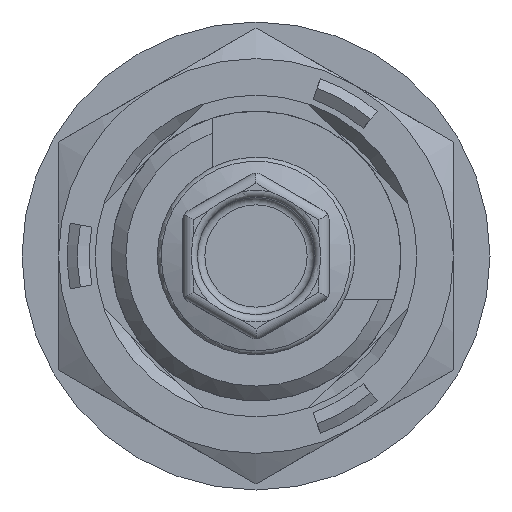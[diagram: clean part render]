
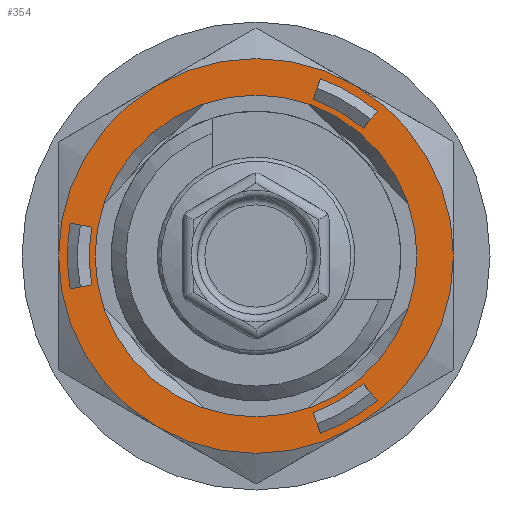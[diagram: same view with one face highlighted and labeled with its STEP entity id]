
A CAD part, front view. The second image highlights one B-rep face of the part: STEP entity #354.
In plain terms, the highlighted face is planar.
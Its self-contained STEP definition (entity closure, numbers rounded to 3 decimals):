
#354 = ADVANCED_FACE( '', ( #775, #776, #777, #778, #779 ), #780, .T. );
#775 = FACE_BOUND( '', #1333, .T. );
#776 = FACE_BOUND( '', #1334, .T. );
#777 = FACE_BOUND( '', #1335, .T. );
#778 = FACE_BOUND( '', #1336, .T. );
#779 = FACE_OUTER_BOUND( '', #1337, .T. );
#780 = PLANE( '', #1338 );
#1333 = EDGE_LOOP( '', ( #2036 ) );
#1334 = EDGE_LOOP( '', ( #2037, #2038, #2039, #2040 ) );
#1335 = EDGE_LOOP( '', ( #2041, #2042, #2043, #2044 ) );
#1336 = EDGE_LOOP( '', ( #2045, #2046, #2047, #2048 ) );
#1337 = EDGE_LOOP( '', ( #2049, #2050, #2051, #2052, #2053, #2054 ) );
#1338 = AXIS2_PLACEMENT_3D( '', #2055, #2056, #2057 );
#2036 = ORIENTED_EDGE( '', *, *, #3144, .T. );
#2037 = ORIENTED_EDGE( '', *, *, #3260, .F. );
#2038 = ORIENTED_EDGE( '', *, *, #3261, .F. );
#2039 = ORIENTED_EDGE( '', *, *, #3262, .F. );
#2040 = ORIENTED_EDGE( '', *, *, #3238, .T. );
#2041 = ORIENTED_EDGE( '', *, *, #3263, .F. );
#2042 = ORIENTED_EDGE( '', *, *, #3264, .F. );
#2043 = ORIENTED_EDGE( '', *, *, #3265, .F. );
#2044 = ORIENTED_EDGE( '', *, *, #3266, .F. );
#2045 = ORIENTED_EDGE( '', *, *, #3267, .F. );
#2046 = ORIENTED_EDGE( '', *, *, #3268, .F. );
#2047 = ORIENTED_EDGE( '', *, *, #3269, .F. );
#2048 = ORIENTED_EDGE( '', *, *, #3256, .F. );
#2049 = ORIENTED_EDGE( '', *, *, #3270, .F. );
#2050 = ORIENTED_EDGE( '', *, *, #3271, .F. );
#2051 = ORIENTED_EDGE( '', *, *, #3168, .F. );
#2052 = ORIENTED_EDGE( '', *, *, #3179, .F. );
#2053 = ORIENTED_EDGE( '', *, *, #3272, .F. );
#2054 = ORIENTED_EDGE( '', *, *, #3273, .F. );
#2055 = CARTESIAN_POINT( '', ( 13.5, 4.8, 0. ) );
#2056 = DIRECTION( '', ( 0., 1., 0. ) );
#2057 = DIRECTION( '', ( 0., 0., 1. ) );
#3144 = EDGE_CURVE( '', #3681, #3681, #3682, .T. );
#3168 = EDGE_CURVE( '', #3721, #3724, #3725, .T. );
#3179 = EDGE_CURVE( '', #3740, #3721, #3743, .T. );
#3238 = EDGE_CURVE( '', #3836, #3840, #3842, .T. );
#3256 = EDGE_CURVE( '', #3870, #3873, #3874, .T. );
#3260 = EDGE_CURVE( '', #3879, #3840, #3880, .T. );
#3261 = EDGE_CURVE( '', #3881, #3879, #3882, .T. );
#3262 = EDGE_CURVE( '', #3836, #3881, #3883, .T. );
#3263 = EDGE_CURVE( '', #3884, #3885, #3886, .F. );
#3264 = EDGE_CURVE( '', #3887, #3884, #3888, .T. );
#3265 = EDGE_CURVE( '', #3889, #3887, #3890, .T. );
#3266 = EDGE_CURVE( '', #3885, #3889, #3891, .T. );
#3267 = EDGE_CURVE( '', #3892, #3870, #3893, .T. );
#3268 = EDGE_CURVE( '', #3894, #3892, #3895, .F. );
#3269 = EDGE_CURVE( '', #3873, #3894, #3896, .T. );
#3270 = EDGE_CURVE( '', #3897, #3898, #3899, .T. );
#3271 = EDGE_CURVE( '', #3724, #3897, #3900, .T. );
#3272 = EDGE_CURVE( '', #3703, #3740, #3901, .T. );
#3273 = EDGE_CURVE( '', #3898, #3703, #3902, .T. );
#3681 = VERTEX_POINT( '', #4447 );
#3682 = CIRCLE( '', #4448, 11. );
#3703 = VERTEX_POINT( '', #4484 );
#3721 = VERTEX_POINT( '', #4517 );
#3724 = VERTEX_POINT( '', #4527 );
#3725 = CIRCLE( '', #4528, 13.5 );
#3740 = VERTEX_POINT( '', #4550 );
#3743 = CIRCLE( '', #4558, 13.5 );
#3836 = VERTEX_POINT( '', #4678 );
#3840 = VERTEX_POINT( '', #4683 );
#3842 = CIRCLE( '', #4686, 12.9 );
#3870 = VERTEX_POINT( '', #4719 );
#3873 = VERTEX_POINT( '', #4723 );
#3874 = CIRCLE( '', #4724, 12.9 );
#3879 = VERTEX_POINT( '', #4730 );
#3880 = LINE( '', #4731, #4732 );
#3881 = VERTEX_POINT( '', #4733 );
#3882 = CIRCLE( '', #4734, 11.4 );
#3883 = LINE( '', #4735, #4736 );
#3884 = VERTEX_POINT( '', #4737 );
#3885 = VERTEX_POINT( '', #4738 );
#3886 = CIRCLE( '', #4739, 11.4 );
#3887 = VERTEX_POINT( '', #4740 );
#3888 = LINE( '', #4741, #4742 );
#3889 = VERTEX_POINT( '', #4743 );
#3890 = CIRCLE( '', #4744, 12.9 );
#3891 = LINE( '', #4745, #4746 );
#3892 = VERTEX_POINT( '', #4747 );
#3893 = LINE( '', #4748, #4749 );
#3894 = VERTEX_POINT( '', #4750 );
#3895 = CIRCLE( '', #4751, 11.4 );
#3896 = LINE( '', #4752, #4753 );
#3897 = VERTEX_POINT( '', #4754 );
#3898 = VERTEX_POINT( '', #4755 );
#3899 = CIRCLE( '', #4756, 13.5 );
#3900 = CIRCLE( '', #4757, 13.5 );
#3901 = CIRCLE( '', #4758, 13.5 );
#3902 = CIRCLE( '', #4759, 13.5 );
#4447 = CARTESIAN_POINT( '', ( 0., 4.8, -11. ) );
#4448 = AXIS2_PLACEMENT_3D( '', #5548, #5549, #5550 );
#4484 = CARTESIAN_POINT( '', ( -6.75, 4.8, 11.691 ) );
#4517 = CARTESIAN_POINT( '', ( -6.75, 4.8, -11.691 ) );
#4527 = CARTESIAN_POINT( '', ( 6.75, 4.8, -11.691 ) );
#4528 = AXIS2_PLACEMENT_3D( '', #5575, #5576, #5577 );
#4550 = CARTESIAN_POINT( '', ( -13.5, 4.8, 0. ) );
#4558 = AXIS2_PLACEMENT_3D( '', #5589, #5590, #5591 );
#4678 = CARTESIAN_POINT( '', ( 4.412, 4.8, -12.122 ) );
#4683 = CARTESIAN_POINT( '', ( 8.292, 4.8, -9.882 ) );
#4686 = AXIS2_PLACEMENT_3D( '', #5679, #5680, #5681 );
#4719 = CARTESIAN_POINT( '', ( -12.704, 4.8, -2.24 ) );
#4723 = CARTESIAN_POINT( '', ( -12.704, 4.8, 2.24 ) );
#4724 = AXIS2_PLACEMENT_3D( '', #5709, #5710, #5711 );
#4730 = CARTESIAN_POINT( '', ( 7.328, 4.8, -8.733 ) );
#4731 = CARTESIAN_POINT( '', ( 7.328, 4.8, -8.733 ) );
#4732 = VECTOR( '', #5716, 1000. );
#4733 = CARTESIAN_POINT( '', ( 3.899, 4.8, -10.712 ) );
#4734 = AXIS2_PLACEMENT_3D( '', #5717, #5718, #5719 );
#4735 = CARTESIAN_POINT( '', ( 4.412, 4.8, -12.122 ) );
#4736 = VECTOR( '', #5720, 1000. );
#4737 = CARTESIAN_POINT( '', ( 7.328, 4.8, 8.733 ) );
#4738 = CARTESIAN_POINT( '', ( 3.899, 4.8, 10.712 ) );
#4739 = AXIS2_PLACEMENT_3D( '', #5721, #5722, #5723 );
#4740 = CARTESIAN_POINT( '', ( 8.292, 4.8, 9.882 ) );
#4741 = CARTESIAN_POINT( '', ( 8.292, 4.8, 9.882 ) );
#4742 = VECTOR( '', #5724, 1000. );
#4743 = CARTESIAN_POINT( '', ( 4.412, 4.8, 12.122 ) );
#4744 = AXIS2_PLACEMENT_3D( '', #5725, #5726, #5727 );
#4745 = CARTESIAN_POINT( '', ( 3.899, 4.8, 10.712 ) );
#4746 = VECTOR( '', #5728, 1000. );
#4747 = CARTESIAN_POINT( '', ( -11.227, 4.8, -1.98 ) );
#4748 = CARTESIAN_POINT( '', ( -11.227, 4.8, -1.98 ) );
#4749 = VECTOR( '', #5729, 1000. );
#4750 = CARTESIAN_POINT( '', ( -11.227, 4.8, 1.98 ) );
#4751 = AXIS2_PLACEMENT_3D( '', #5730, #5731, #5732 );
#4752 = CARTESIAN_POINT( '', ( -12.704, 4.8, 2.24 ) );
#4753 = VECTOR( '', #5733, 1000. );
#4754 = CARTESIAN_POINT( '', ( 13.5, 4.8, 0. ) );
#4755 = CARTESIAN_POINT( '', ( 6.75, 4.8, 11.691 ) );
#4756 = AXIS2_PLACEMENT_3D( '', #5734, #5735, #5736 );
#4757 = AXIS2_PLACEMENT_3D( '', #5737, #5738, #5739 );
#4758 = AXIS2_PLACEMENT_3D( '', #5740, #5741, #5742 );
#4759 = AXIS2_PLACEMENT_3D( '', #5743, #5744, #5745 );
#5548 = CARTESIAN_POINT( '', ( 0., 4.8, 0. ) );
#5549 = DIRECTION( '', ( 0., -1., 0. ) );
#5550 = DIRECTION( '', ( 0., 0., -1. ) );
#5575 = CARTESIAN_POINT( '', ( 0., 4.8, 0. ) );
#5576 = DIRECTION( '', ( 0., -1., 0. ) );
#5577 = DIRECTION( '', ( 0., 0., -1. ) );
#5589 = CARTESIAN_POINT( '', ( 0., 4.8, 0. ) );
#5590 = DIRECTION( '', ( 0., -1., 0. ) );
#5591 = DIRECTION( '', ( 0., 0., -1. ) );
#5679 = CARTESIAN_POINT( '', ( 0., 4.8, 0. ) );
#5680 = DIRECTION( '', ( 0., -1., 0. ) );
#5681 = DIRECTION( '', ( 0., 0., -1. ) );
#5709 = CARTESIAN_POINT( '', ( 0., 4.8, 0. ) );
#5710 = DIRECTION( '', ( 0., 1., 0. ) );
#5711 = DIRECTION( '', ( 0., 0., 1. ) );
#5716 = DIRECTION( '', ( 0.643, 0., -0.766 ) );
#5717 = CARTESIAN_POINT( '', ( 0., 4.8, 0. ) );
#5718 = DIRECTION( '', ( 0., -1., 0. ) );
#5719 = DIRECTION( '', ( 0., 0., -1. ) );
#5720 = DIRECTION( '', ( -0.342, 0., 0.94 ) );
#5721 = CARTESIAN_POINT( '', ( 0., 4.8, 0. ) );
#5722 = DIRECTION( '', ( 0., 1., 0. ) );
#5723 = DIRECTION( '', ( 0., 0., 1. ) );
#5724 = DIRECTION( '', ( -0.643, 0., -0.766 ) );
#5725 = CARTESIAN_POINT( '', ( 0., 4.8, 0. ) );
#5726 = DIRECTION( '', ( 0., 1., 0. ) );
#5727 = DIRECTION( '', ( 0., 0., 1. ) );
#5728 = DIRECTION( '', ( 0.342, 0., 0.94 ) );
#5729 = DIRECTION( '', ( -0.985, 0., -0.174 ) );
#5730 = CARTESIAN_POINT( '', ( 0., 4.8, 0. ) );
#5731 = DIRECTION( '', ( 0., 1., 0. ) );
#5732 = DIRECTION( '', ( 0., 0., 1. ) );
#5733 = DIRECTION( '', ( 0.985, 0., -0.174 ) );
#5734 = CARTESIAN_POINT( '', ( 0., 4.8, 0. ) );
#5735 = DIRECTION( '', ( 0., -1., 0. ) );
#5736 = DIRECTION( '', ( 0., 0., -1. ) );
#5737 = CARTESIAN_POINT( '', ( 0., 4.8, 0. ) );
#5738 = DIRECTION( '', ( 0., -1., 0. ) );
#5739 = DIRECTION( '', ( 0., 0., -1. ) );
#5740 = CARTESIAN_POINT( '', ( 0., 4.8, 0. ) );
#5741 = DIRECTION( '', ( 0., -1., 0. ) );
#5742 = DIRECTION( '', ( 0., 0., -1. ) );
#5743 = CARTESIAN_POINT( '', ( 0., 4.8, 0. ) );
#5744 = DIRECTION( '', ( 0., -1., 0. ) );
#5745 = DIRECTION( '', ( 0., 0., -1. ) );
